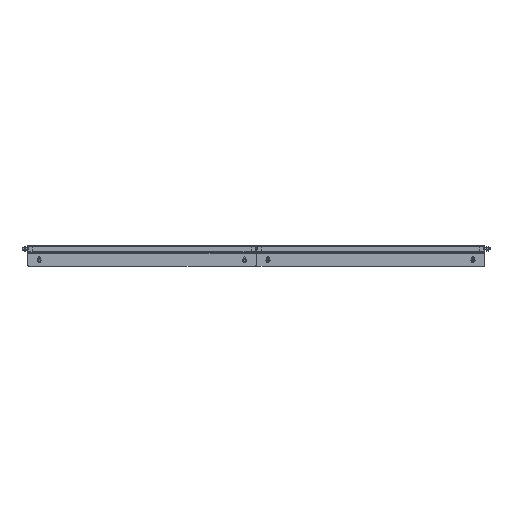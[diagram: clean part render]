
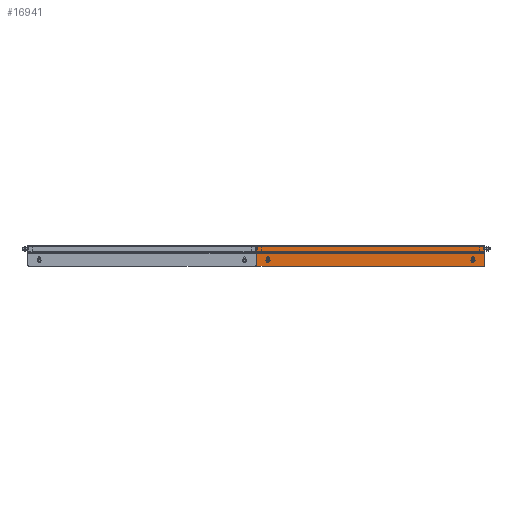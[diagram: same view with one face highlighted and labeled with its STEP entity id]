
A CAD part, front view. The second image highlights one B-rep face of the part: STEP entity #16941.
In plain terms, the highlighted planar face has unit normal (0, -1, 0).
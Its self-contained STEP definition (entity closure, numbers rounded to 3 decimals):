
#179 = VERTEX_POINT ( 'NONE', #23313 ) ;
#450 = AXIS2_PLACEMENT_3D ( 'NONE', #24867, #10216, #27225 ) ;
#658 = EDGE_CURVE ( 'NONE', #22428, #18531, #20549, .T. ) ;
#686 = CIRCLE ( 'NONE', #15839, 3.5 ) ;
#802 = ORIENTED_EDGE ( 'NONE', *, *, #23066, .F. ) ;
#966 = VERTEX_POINT ( 'NONE', #18938 ) ;
#1958 = CARTESIAN_POINT ( 'NONE',  ( -278.5, -20., -42. ) ) ;
#1968 = CARTESIAN_POINT ( 'NONE',  ( 275., -20., -42. ) ) ;
#2258 = CARTESIAN_POINT ( 'NONE',  ( -275., -20., -42. ) ) ;
#2442 = AXIS2_PLACEMENT_3D ( 'NONE', #25951, #6710, #7117 ) ;
#2458 = LINE ( 'NONE', #15276, #12632 ) ;
#2522 = CARTESIAN_POINT ( 'NONE',  ( -278.5, -20., -42. ) ) ;
#2859 = VECTOR ( 'NONE', #7913, 1000. ) ;
#2927 = LINE ( 'NONE', #2522, #22922 ) ;
#3389 = LINE ( 'NONE', #13188, #15537 ) ;
#3405 = CARTESIAN_POINT ( 'NONE',  ( 271.5, -20., -34. ) ) ;
#3551 = AXIS2_PLACEMENT_3D ( 'NONE', #26823, #7310, #24731 ) ;
#3725 = CARTESIAN_POINT ( 'NONE',  ( -271.5, -20., -42. ) ) ;
#3768 = CARTESIAN_POINT ( 'NONE',  ( 278.5, -20., -34. ) ) ;
#3979 = CIRCLE ( 'NONE', #15518, 3.5 ) ;
#4053 = CARTESIAN_POINT ( 'NONE',  ( 0., -20., -56. ) ) ;
#4241 = PLANE ( 'NONE',  #450 ) ;
#4306 = CARTESIAN_POINT ( 'NONE',  ( 271.5, -20., -42. ) ) ;
#4349 = DIRECTION ( 'NONE',  ( 0., 0., 1. ) ) ;
#4378 = VERTEX_POINT ( 'NONE', #13793 ) ;
#4674 = CIRCLE ( 'NONE', #13982, 5. ) ;
#4684 = EDGE_CURVE ( 'NONE', #179, #11741, #3979, .T. ) ;
#5024 = EDGE_CURVE ( 'NONE', #11322, #4378, #3389, .T. ) ;
#5148 = CARTESIAN_POINT ( 'NONE',  ( 271.5, -20., -42. ) ) ;
#5157 = DIRECTION ( 'NONE',  ( 0., 0., 1. ) ) ;
#5541 = ORIENTED_EDGE ( 'NONE', *, *, #14890, .F. ) ;
#5953 = EDGE_CURVE ( 'NONE', #11741, #22428, #13898, .T. ) ;
#6001 = ORIENTED_EDGE ( 'NONE', *, *, #5024, .F. ) ;
#6034 = DIRECTION ( 'NONE',  ( 0., -1., 0. ) ) ;
#6172 = DIRECTION ( 'NONE',  ( 0., 0., 1. ) ) ;
#6710 = DIRECTION ( 'NONE',  ( 0., -1., 0. ) ) ;
#6942 = EDGE_CURVE ( 'NONE', #11322, #25265, #16623, .T. ) ;
#7117 = DIRECTION ( 'NONE',  ( 0., 0., 1. ) ) ;
#7223 = DIRECTION ( 'NONE',  ( 0., 0., 1. ) ) ;
#7310 = DIRECTION ( 'NONE',  ( 0., -1., 0. ) ) ;
#7497 = CARTESIAN_POINT ( 'NONE',  ( 275., -20., -34. ) ) ;
#7913 = DIRECTION ( 'NONE',  ( 0., 0., 1. ) ) ;
#7979 = CARTESIAN_POINT ( 'NONE',  ( -301.5, -20., -51. ) ) ;
#8277 = FACE_BOUND ( 'NONE', #19165, .T. ) ;
#8747 = ORIENTED_EDGE ( 'NONE', *, *, #27482, .F. ) ;
#8968 = VERTEX_POINT ( 'NONE', #23990 ) ;
#9186 = CARTESIAN_POINT ( 'NONE',  ( 301.5, -20., -51. ) ) ;
#9915 = VECTOR ( 'NONE', #16857, 1000. ) ;
#10216 = DIRECTION ( 'NONE',  ( 0., 1., 0. ) ) ;
#10511 = ORIENTED_EDGE ( 'NONE', *, *, #12849, .T. ) ;
#11168 = VERTEX_POINT ( 'NONE', #1958 ) ;
#11253 = CIRCLE ( 'NONE', #12617, 5. ) ;
#11322 = VERTEX_POINT ( 'NONE', #13748 ) ;
#11526 = DIRECTION ( 'NONE',  ( 0., -1., 0. ) ) ;
#11552 = CARTESIAN_POINT ( 'NONE',  ( -278.5, -20., -34. ) ) ;
#11553 = DIRECTION ( 'NONE',  ( 0., 0., -1. ) ) ;
#11741 = VERTEX_POINT ( 'NONE', #3405 ) ;
#11987 = CIRCLE ( 'NONE', #3551, 3.5 ) ;
#12186 = VERTEX_POINT ( 'NONE', #11552 ) ;
#12617 = AXIS2_PLACEMENT_3D ( 'NONE', #7979, #20925, #6172 ) ;
#12632 = VECTOR ( 'NONE', #26040, 1000. ) ;
#12688 = CARTESIAN_POINT ( 'NONE',  ( 278.5, -20., -42. ) ) ;
#12849 = EDGE_CURVE ( 'NONE', #25265, #22156, #11253, .T. ) ;
#12993 = AXIS2_PLACEMENT_3D ( 'NONE', #1968, #6034, #16878 ) ;
#13188 = CARTESIAN_POINT ( 'NONE',  ( 306.5, -20., -3.2 ) ) ;
#13303 = EDGE_CURVE ( 'NONE', #15222, #13994, #27424, .T. ) ;
#13429 = ORIENTED_EDGE ( 'NONE', *, *, #20781, .T. ) ;
#13453 = DIRECTION ( 'NONE',  ( 1., 0., 0. ) ) ;
#13581 = CIRCLE ( 'NONE', #2442, 3.5 ) ;
#13748 = CARTESIAN_POINT ( 'NONE',  ( -306.5, -20., -3.2 ) ) ;
#13793 = CARTESIAN_POINT ( 'NONE',  ( 306.5, -20., -3.2 ) ) ;
#13898 = LINE ( 'NONE', #5148, #14262 ) ;
#13982 = AXIS2_PLACEMENT_3D ( 'NONE', #9186, #22138, #24376 ) ;
#13991 = CIRCLE ( 'NONE', #26486, 3.5 ) ;
#13994 = VERTEX_POINT ( 'NONE', #16999 ) ;
#14262 = VECTOR ( 'NONE', #20187, 1000. ) ;
#14652 = DIRECTION ( 'NONE',  ( 0., -1., 0. ) ) ;
#14810 = FACE_BOUND ( 'NONE', #23352, .T. ) ;
#14890 = EDGE_CURVE ( 'NONE', #18531, #19463, #2458, .T. ) ;
#15222 = VERTEX_POINT ( 'NONE', #15514 ) ;
#15276 = CARTESIAN_POINT ( 'NONE',  ( 278.5, -20., -42. ) ) ;
#15381 = ORIENTED_EDGE ( 'NONE', *, *, #22960, .F. ) ;
#15422 = VERTEX_POINT ( 'NONE', #17887 ) ;
#15514 = CARTESIAN_POINT ( 'NONE',  ( -271.5, -20., -42. ) ) ;
#15518 = AXIS2_PLACEMENT_3D ( 'NONE', #7497, #11526, #7223 ) ;
#15537 = VECTOR ( 'NONE', #13453, 1000. ) ;
#15734 = ORIENTED_EDGE ( 'NONE', *, *, #18023, .F. ) ;
#15839 = AXIS2_PLACEMENT_3D ( 'NONE', #23438, #14652, #4349 ) ;
#16387 = DIRECTION ( 'NONE',  ( 0., 0., 1. ) ) ;
#16552 = ORIENTED_EDGE ( 'NONE', *, *, #13303, .F. ) ;
#16623 = LINE ( 'NONE', #18447, #21043 ) ;
#16762 = CARTESIAN_POINT ( 'NONE',  ( -301.5, -20., -56. ) ) ;
#16857 = DIRECTION ( 'NONE',  ( 1., 0., 0. ) ) ;
#16878 = DIRECTION ( 'NONE',  ( 0., 0., 1. ) ) ;
#16941 = ADVANCED_FACE ( 'NONE', ( #14810, #8277, #23327 ), #4241, .F. ) ;
#16999 = CARTESIAN_POINT ( 'NONE',  ( -271.5, -20., -34. ) ) ;
#17462 = ORIENTED_EDGE ( 'NONE', *, *, #22293, .F. ) ;
#17535 = VECTOR ( 'NONE', #16387, 1000. ) ;
#17887 = CARTESIAN_POINT ( 'NONE',  ( 306.5, -20., -51. ) ) ;
#18023 = EDGE_CURVE ( 'NONE', #19463, #179, #11987, .T. ) ;
#18447 = CARTESIAN_POINT ( 'NONE',  ( -306.5, -20., 0. ) ) ;
#18531 = VERTEX_POINT ( 'NONE', #12688 ) ;
#18900 = ORIENTED_EDGE ( 'NONE', *, *, #6942, .T. ) ;
#18938 = CARTESIAN_POINT ( 'NONE',  ( 301.5, -20., -56. ) ) ;
#19165 = EDGE_LOOP ( 'NONE', ( #5541, #22843, #26751, #20951, #15734 ) ) ;
#19463 = VERTEX_POINT ( 'NONE', #3768 ) ;
#20187 = DIRECTION ( 'NONE',  ( 0., 0., -1. ) ) ;
#20549 = CIRCLE ( 'NONE', #12993, 3.5 ) ;
#20668 = ORIENTED_EDGE ( 'NONE', *, *, #26160, .T. ) ;
#20781 = EDGE_CURVE ( 'NONE', #22156, #966, #25384, .T. ) ;
#20925 = DIRECTION ( 'NONE',  ( 0., -1., 0. ) ) ;
#20951 = ORIENTED_EDGE ( 'NONE', *, *, #4684, .F. ) ;
#21043 = VECTOR ( 'NONE', #22631, 1000. ) ;
#21805 = ORIENTED_EDGE ( 'NONE', *, *, #23609, .T. ) ;
#22138 = DIRECTION ( 'NONE',  ( 0., -1., 0. ) ) ;
#22156 = VERTEX_POINT ( 'NONE', #16762 ) ;
#22212 = EDGE_LOOP ( 'NONE', ( #18900, #10511, #13429, #20668, #21805, #6001 ) ) ;
#22293 = EDGE_CURVE ( 'NONE', #11168, #15222, #13991, .T. ) ;
#22428 = VERTEX_POINT ( 'NONE', #4306 ) ;
#22631 = DIRECTION ( 'NONE',  ( 0., 0., -1. ) ) ;
#22843 = ORIENTED_EDGE ( 'NONE', *, *, #658, .F. ) ;
#22922 = VECTOR ( 'NONE', #11553, 1000. ) ;
#22960 = EDGE_CURVE ( 'NONE', #12186, #11168, #2927, .T. ) ;
#23066 = EDGE_CURVE ( 'NONE', #8968, #12186, #13581, .T. ) ;
#23313 = CARTESIAN_POINT ( 'NONE',  ( 275., -20., -30.5 ) ) ;
#23327 = FACE_OUTER_BOUND ( 'NONE', #22212, .T. ) ;
#23352 = EDGE_LOOP ( 'NONE', ( #16552, #17462, #15381, #802, #8747 ) ) ;
#23438 = CARTESIAN_POINT ( 'NONE',  ( -275., -20., -34. ) ) ;
#23609 = EDGE_CURVE ( 'NONE', #15422, #4378, #26874, .T. ) ;
#23931 = CARTESIAN_POINT ( 'NONE',  ( -306.5, -20., -51. ) ) ;
#23990 = CARTESIAN_POINT ( 'NONE',  ( -275., -20., -30.5 ) ) ;
#24245 = DIRECTION ( 'NONE',  ( 0., -1., 0. ) ) ;
#24376 = DIRECTION ( 'NONE',  ( 0., 0., 1. ) ) ;
#24731 = DIRECTION ( 'NONE',  ( 0., 0., 1. ) ) ;
#24867 = CARTESIAN_POINT ( 'NONE',  ( 0., -20., 0. ) ) ;
#25265 = VERTEX_POINT ( 'NONE', #23931 ) ;
#25384 = LINE ( 'NONE', #4053, #9915 ) ;
#25951 = CARTESIAN_POINT ( 'NONE',  ( -275., -20., -34. ) ) ;
#26040 = DIRECTION ( 'NONE',  ( 0., 0., 1. ) ) ;
#26160 = EDGE_CURVE ( 'NONE', #966, #15422, #4674, .T. ) ;
#26470 = CARTESIAN_POINT ( 'NONE',  ( 306.5, -20., 0. ) ) ;
#26486 = AXIS2_PLACEMENT_3D ( 'NONE', #2258, #24245, #5157 ) ;
#26751 = ORIENTED_EDGE ( 'NONE', *, *, #5953, .F. ) ;
#26823 = CARTESIAN_POINT ( 'NONE',  ( 275., -20., -34. ) ) ;
#26874 = LINE ( 'NONE', #26470, #2859 ) ;
#27225 = DIRECTION ( 'NONE',  ( 0., 0., 1. ) ) ;
#27424 = LINE ( 'NONE', #3725, #17535 ) ;
#27482 = EDGE_CURVE ( 'NONE', #13994, #8968, #686, .T. ) ;
